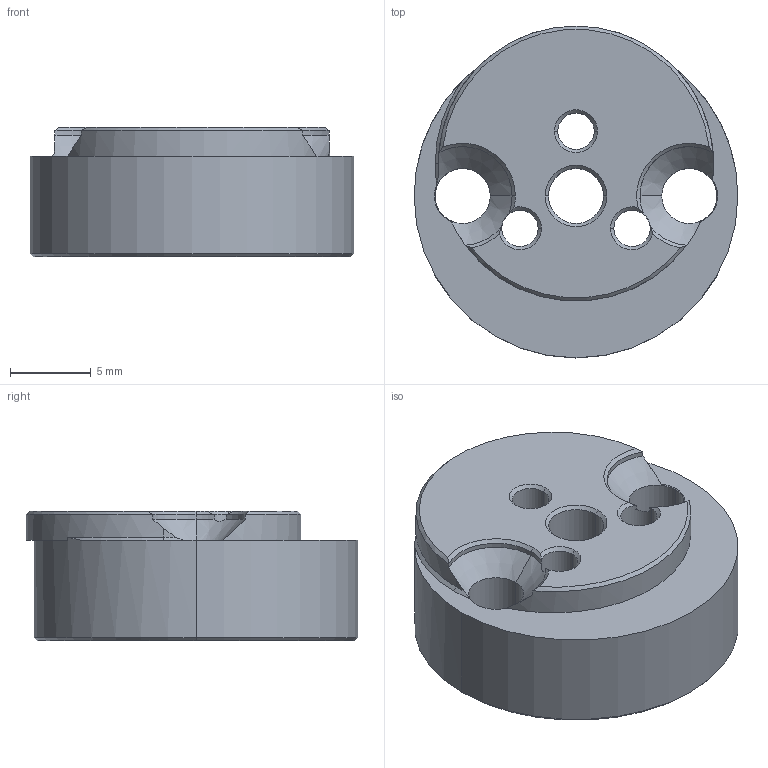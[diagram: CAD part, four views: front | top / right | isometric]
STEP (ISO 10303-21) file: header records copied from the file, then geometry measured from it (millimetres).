
FILE_DESCRIPTION (( 'STEP AP214' ), '1' );
FILE_NAME ('cycloid_shaft_p1.STEP', '2025-05-27T14:01:25', ( '' ), ( '' ), 'SwSTEP 2.0', 'SolidWorks 2025', '' );
FILE_SCHEMA (( 'AUTOMOTIVE_DESIGN' ));
Length unit declared in the file: millimetre
Products named in the file (1): cycloid_shaft_p1_housing_rotation
Bounding box: 20 x 20.5 x 8 mm (x, y, z)
Volume: 2013.3 mm3; surface area: 1408 mm2
Topology: 1 solids, 1 shells, 64 faces, 160 edges, 94 vertices
Faces by surface type: cone 37, cylinder 23, plane 4
Entity records: 1981 total; most frequent: CARTESIAN_POINT 387, DIRECTION 356, ORIENTED_EDGE 320, EDGE_CURVE 160, AXIS2_PLACEMENT_3D 151, VERTEX_POINT 94, CIRCLE 86, EDGE_LOOP 72
